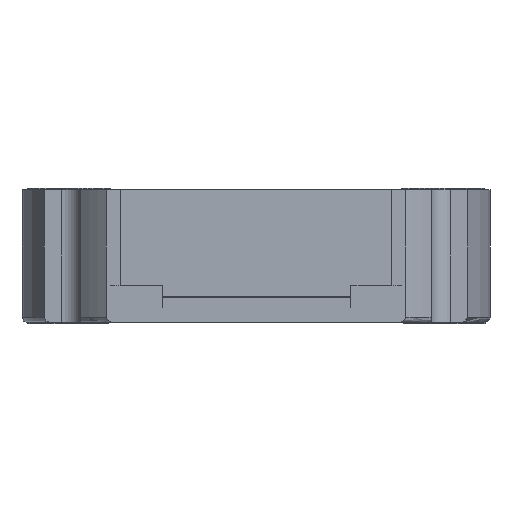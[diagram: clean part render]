
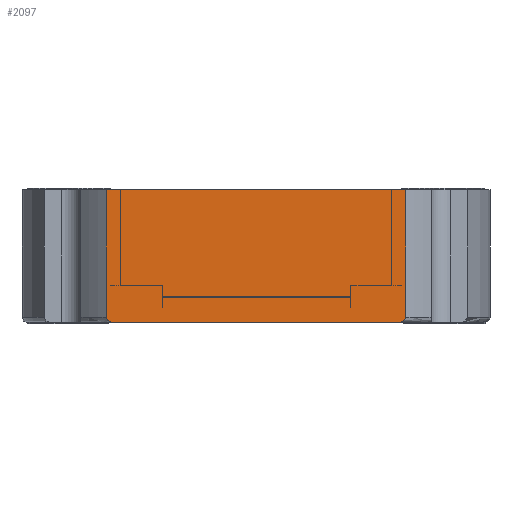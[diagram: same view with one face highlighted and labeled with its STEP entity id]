
A CAD part, front view. The second image highlights one B-rep face of the part: STEP entity #2097.
In plain terms, the highlighted planar face has unit normal (0, -1, 0).
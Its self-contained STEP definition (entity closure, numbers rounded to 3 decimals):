
#1561 = VERTEX_POINT ( 'NONE', #8476 ) ;
#1563 = EDGE_CURVE ( 'NONE', #1561, #1564, #8475, .T. ) ;
#1564 = VERTEX_POINT ( 'NONE', #8471 ) ;
#1585 = VERTEX_POINT ( 'NONE', #8572 ) ;
#1587 = EDGE_CURVE ( 'NONE', #1588, #1585, #8571, .T. ) ;
#1588 = VERTEX_POINT ( 'NONE', #8567 ) ;
#2033 = ORIENTED_EDGE ( 'NONE', *, *, #1587, .T. ) ;
#2034 = ORIENTED_EDGE ( 'NONE', *, *, #2035, .T. ) ;
#2035 = EDGE_CURVE ( 'NONE', #1585, #2036, #9706, .T. ) ;
#2036 = VERTEX_POINT ( 'NONE', #9705 ) ;
#2037 = ORIENTED_EDGE ( 'NONE', *, *, #2038, .F. ) ;
#2038 = EDGE_CURVE ( 'NONE', #1564, #2036, #9704, .T. ) ;
#2039 = ORIENTED_EDGE ( 'NONE', *, *, #1563, .F. ) ;
#2061 = ORIENTED_EDGE ( 'NONE', *, *, #2095, .T. ) ;
#2062 = ORIENTED_EDGE ( 'NONE', *, *, #2063, .T. ) ;
#2063 = EDGE_CURVE ( 'NONE', #2093, #1588, #9801, .T. ) ;
#2093 = VERTEX_POINT ( 'NONE', #9863 ) ;
#2095 = EDGE_CURVE ( 'NONE', #1561, #2093, #9857, .T. ) ;
#2097 = ADVANCED_FACE ( 'NONE', ( #9912 ), #9897, .F. ) ;
#2098 = EDGE_LOOP ( 'NONE', ( #2033, #2034, #2037, #2039, #2061, #2062 ) ) ;
#8471 = CARTESIAN_POINT ( 'NONE',  ( 15.217, -18.3, 5.1 ) ) ;
#8472 = DIRECTION ( 'NONE',  ( 1., 0., 0. ) ) ;
#8473 = VECTOR ( 'NONE', #8472, 1000. ) ;
#8474 = CARTESIAN_POINT ( 'NONE',  ( -15.217, -18.3, 5.1 ) ) ;
#8475 = LINE ( 'NONE', #8474, #8473 ) ;
#8476 = CARTESIAN_POINT ( 'NONE',  ( -15.217, -18.3, 5.1 ) ) ;
#8567 = CARTESIAN_POINT ( 'NONE',  ( -14.422, -18.3, -8.4 ) ) ;
#8568 = DIRECTION ( 'NONE',  ( 1., 0., 0. ) ) ;
#8569 = VECTOR ( 'NONE', #8568, 1000. ) ;
#8570 = CARTESIAN_POINT ( 'NONE',  ( -15.217, -18.3, -8.4 ) ) ;
#8571 = LINE ( 'NONE', #8570, #8569 ) ;
#8572 = CARTESIAN_POINT ( 'NONE',  ( 14.422, -18.3, -8.4 ) ) ;
#9691 = DIRECTION ( 'NONE',  ( 0., 0., -1. ) ) ;
#9692 = CARTESIAN_POINT ( 'NONE',  ( 15.217, -18.3, -7.9 ) ) ;
#9693 = CARTESIAN_POINT ( 'NONE',  ( 15.217, -18.3, -7.987 ) ) ;
#9694 = CARTESIAN_POINT ( 'NONE',  ( 15.179, -18.3, -8.071 ) ) ;
#9695 = CARTESIAN_POINT ( 'NONE',  ( 15.068, -18.3, -8.202 ) ) ;
#9696 = CARTESIAN_POINT ( 'NONE',  ( 14.996, -18.3, -8.253 ) ) ;
#9697 = CARTESIAN_POINT ( 'NONE',  ( 14.843, -18.3, -8.33 ) ) ;
#9698 = CARTESIAN_POINT ( 'NONE',  ( 14.76, -18.3, -8.357 ) ) ;
#9699 = CARTESIAN_POINT ( 'NONE',  ( 14.593, -18.3, -8.392 ) ) ;
#9700 = CARTESIAN_POINT ( 'NONE',  ( 14.508, -18.3, -8.4 ) ) ;
#9701 = CARTESIAN_POINT ( 'NONE',  ( 14.422, -18.3, -8.4 ) ) ;
#9702 = VECTOR ( 'NONE', #9691, 1000. ) ;
#9703 = CARTESIAN_POINT ( 'NONE',  ( 15.217, -18.3, 5.1 ) ) ;
#9704 = LINE ( 'NONE', #9703, #9702 ) ;
#9705 = CARTESIAN_POINT ( 'NONE',  ( 15.217, -18.3, -7.9 ) ) ;
#9706 = B_SPLINE_CURVE_WITH_KNOTS ( 'NONE', 3,
 ( #9701, #9700, #9699, #9698, #9697, #9696, #9695, #9694, #9693, #9692 ),
 .UNSPECIFIED., .F., .F.,
 ( 4, 2, 2, 2, 4 ),
 ( 0., 0., 0.001, 0.001, 0.001 ),
 .UNSPECIFIED. ) ;
#9790 = CARTESIAN_POINT ( 'NONE',  ( -14.422, -18.3, -8.4 ) ) ;
#9791 = CARTESIAN_POINT ( 'NONE',  ( -14.595, -18.3, -8.4 ) ) ;
#9792 = CARTESIAN_POINT ( 'NONE',  ( -14.767, -18.3, -8.368 ) ) ;
#9793 = CARTESIAN_POINT ( 'NONE',  ( -14.997, -18.3, -8.253 ) ) ;
#9794 = CARTESIAN_POINT ( 'NONE',  ( -15.068, -18.3, -8.202 ) ) ;
#9795 = CARTESIAN_POINT ( 'NONE',  ( -15.18, -18.3, -8.069 ) ) ;
#9796 = CARTESIAN_POINT ( 'NONE',  ( -15.217, -18.3, -7.987 ) ) ;
#9797 = CARTESIAN_POINT ( 'NONE',  ( -15.217, -18.3, -7.9 ) ) ;
#9801 = B_SPLINE_CURVE_WITH_KNOTS ( 'NONE', 3,
 ( #9797, #9796, #9795, #9794, #9793, #9792, #9791, #9790 ),
 .UNSPECIFIED., .F., .F.,
 ( 4, 2, 2, 4 ),
 ( 0., 0., 0.001, 0.001 ),
 .UNSPECIFIED. ) ;
#9857 = LINE ( 'NONE', #9915, #9914 ) ;
#9863 = CARTESIAN_POINT ( 'NONE',  ( -15.217, -18.3, -7.9 ) ) ;
#9891 = DIRECTION ( 'NONE',  ( -1., 0., 0. ) ) ;
#9892 = DIRECTION ( 'NONE',  ( 0., 1., 0. ) ) ;
#9893 = CARTESIAN_POINT ( 'NONE',  ( -15.217, -18.3, 5.1 ) ) ;
#9894 = AXIS2_PLACEMENT_3D ( 'NONE', #9893, #9892, #9891 ) ;
#9897 = PLANE ( 'NONE',  #9894 ) ;
#9912 = FACE_OUTER_BOUND ( 'NONE', #2098, .T. ) ;
#9913 = DIRECTION ( 'NONE',  ( 0., 0., -1. ) ) ;
#9914 = VECTOR ( 'NONE', #9913, 1000. ) ;
#9915 = CARTESIAN_POINT ( 'NONE',  ( -15.217, -18.3, 5.1 ) ) ;
